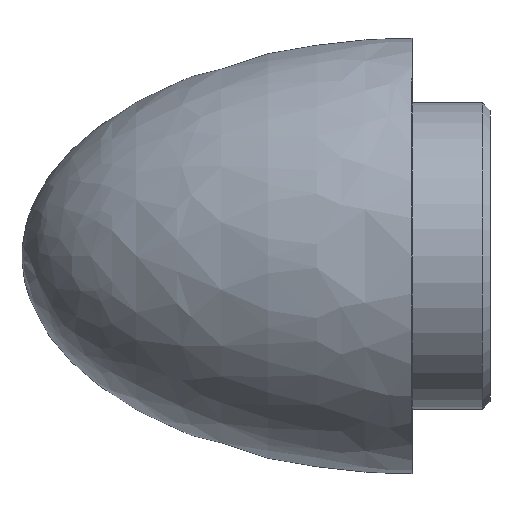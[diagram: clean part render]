
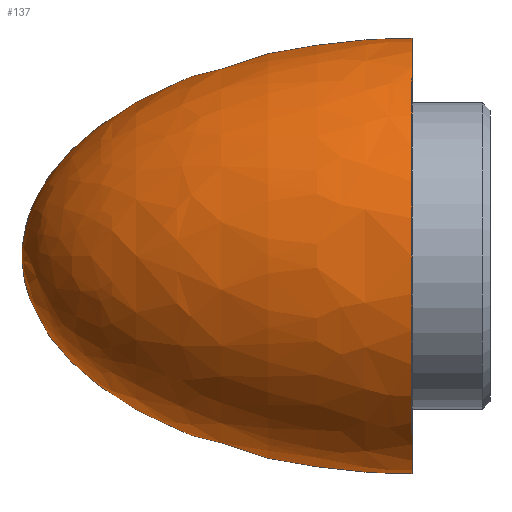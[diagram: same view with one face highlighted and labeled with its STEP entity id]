
A CAD part, left-side view. The second image highlights one B-rep face of the part: STEP entity #137.
In plain terms, the highlighted free-form (B-spline) face has degree [2, 2] with [3, 9] control points.
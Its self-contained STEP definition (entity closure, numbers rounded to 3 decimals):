
#15=ELLIPSE('',#168,50.,27.9);
#19=(
BOUNDED_SURFACE()
B_SPLINE_SURFACE(2,2,((#409,#410,#411,#412,#413,#414,#415,#416,#417),(#418,
#419,#420,#421,#422,#423,#424,#425,#426),(#427,#428,#429,#430,#431,#432,
#433,#434,#435)),.UNSPECIFIED.,.F.,.T.,.F.)
B_SPLINE_SURFACE_WITH_KNOTS((3,3),(3,2,2,2,3),(-1.571,0.),(0.,
1.571,3.142,4.712,6.283),
 .UNSPECIFIED.)
GEOMETRIC_REPRESENTATION_ITEM()
RATIONAL_B_SPLINE_SURFACE(((1.,0.707,1.,0.707,1.,
0.707,1.,0.707,1.),(0.707,0.5,0.707,
0.5,0.707,0.5,0.707,0.5,0.707),(1.,
0.707,1.,0.707,1.,0.707,1.,0.707,
1.)))
REPRESENTATION_ITEM('')
SURFACE()
);
#40=FACE_OUTER_BOUND('',#54,.T.);
#54=EDGE_LOOP('',(#124,#125,#126));
#70=CIRCLE('',#167,27.9);
#80=VERTEX_POINT('',#407);
#81=VERTEX_POINT('',#436);
#95=EDGE_CURVE('',#80,#80,#70,.T.);
#96=EDGE_CURVE('',#80,#81,#15,.T.);
#124=ORIENTED_EDGE('',*,*,#96,.T.);
#125=ORIENTED_EDGE('',*,*,#96,.F.);
#126=ORIENTED_EDGE('',*,*,#95,.F.);
#137=ADVANCED_FACE('',(#40),#19,.T.);
#167=AXIS2_PLACEMENT_3D('',#408,#205,#206);
#168=AXIS2_PLACEMENT_3D('',#437,#207,#208);
#205=DIRECTION('center_axis',(0.,-1.,0.));
#206=DIRECTION('ref_axis',(1.,0.,0.));
#207=DIRECTION('center_axis',(0.,0.,1.));
#208=DIRECTION('ref_axis',(0.,1.,0.));
#407=CARTESIAN_POINT('',(27.9,0.,0.));
#408=CARTESIAN_POINT('Origin',(0.,0.,0.));
#409=CARTESIAN_POINT('Ctrl Pts',(27.9,0.,0.));
#410=CARTESIAN_POINT('Ctrl Pts',(27.9,0.,27.9));
#411=CARTESIAN_POINT('Ctrl Pts',(0.,0.,27.9));
#412=CARTESIAN_POINT('Ctrl Pts',(-27.9,0.,27.9));
#413=CARTESIAN_POINT('Ctrl Pts',(-27.9,0.,0.));
#414=CARTESIAN_POINT('Ctrl Pts',(-27.9,0.,-27.9));
#415=CARTESIAN_POINT('Ctrl Pts',(0.,0.,-27.9));
#416=CARTESIAN_POINT('Ctrl Pts',(27.9,0.,-27.9));
#417=CARTESIAN_POINT('Ctrl Pts',(27.9,0.,0.));
#418=CARTESIAN_POINT('Ctrl Pts',(27.9,50.,0.));
#419=CARTESIAN_POINT('Ctrl Pts',(27.9,50.,27.9));
#420=CARTESIAN_POINT('Ctrl Pts',(0.,50.,27.9));
#421=CARTESIAN_POINT('Ctrl Pts',(-27.9,50.,27.9));
#422=CARTESIAN_POINT('Ctrl Pts',(-27.9,50.,0.));
#423=CARTESIAN_POINT('Ctrl Pts',(-27.9,50.,-27.9));
#424=CARTESIAN_POINT('Ctrl Pts',(0.,50.,-27.9));
#425=CARTESIAN_POINT('Ctrl Pts',(27.9,50.,-27.9));
#426=CARTESIAN_POINT('Ctrl Pts',(27.9,50.,0.));
#427=CARTESIAN_POINT('Ctrl Pts',(0.,50.,0.));
#428=CARTESIAN_POINT('Ctrl Pts',(0.,50.,0.));
#429=CARTESIAN_POINT('Ctrl Pts',(0.,50.,0.));
#430=CARTESIAN_POINT('Ctrl Pts',(0.,50.,0.));
#431=CARTESIAN_POINT('Ctrl Pts',(0.,50.,0.));
#432=CARTESIAN_POINT('Ctrl Pts',(0.,50.,0.));
#433=CARTESIAN_POINT('Ctrl Pts',(0.,50.,0.));
#434=CARTESIAN_POINT('Ctrl Pts',(0.,50.,0.));
#435=CARTESIAN_POINT('Ctrl Pts',(0.,50.,0.));
#436=CARTESIAN_POINT('',(0.,50.,0.));
#437=CARTESIAN_POINT('Origin',(0.,0.,0.));
